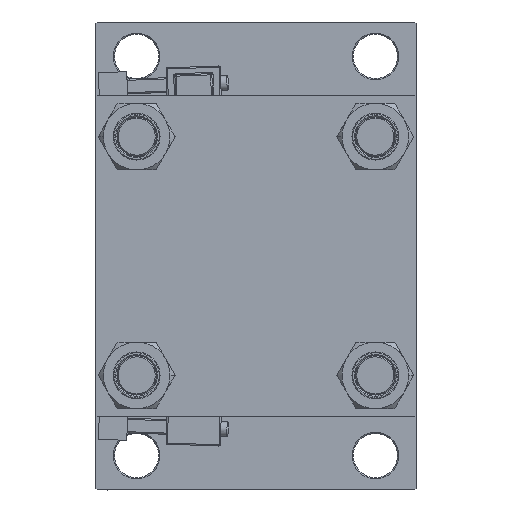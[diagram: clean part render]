
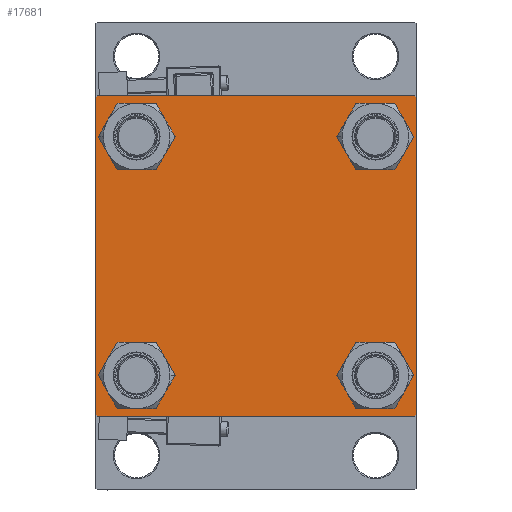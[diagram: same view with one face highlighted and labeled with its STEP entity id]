
A CAD part, left-side view. The second image highlights one B-rep face of the part: STEP entity #17681.
In plain terms, the highlighted planar face has unit normal (-1, 0, 0).
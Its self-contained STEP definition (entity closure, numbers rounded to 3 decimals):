
#120 = CARTESIAN_POINT ( 'NONE',  ( 0., -48.45, 48.45 ) ) ;
#280 = CARTESIAN_POINT ( 'NONE',  ( 0., -48.45, 48.45 ) ) ;
#359 = CARTESIAN_POINT ( 'NONE',  ( 0., -48.45, 56.95 ) ) ;
#1199 = LINE ( 'NONE', #1711, #45147 ) ;
#1336 = CARTESIAN_POINT ( 'NONE',  ( 0., 64.5, 65. ) ) ;
#1711 = CARTESIAN_POINT ( 'NONE',  ( 0., 65., 65. ) ) ;
#2293 = DIRECTION ( 'NONE',  ( 0., 0.707, -0.707 ) ) ;
#2592 = LINE ( 'NONE', #38669, #48841 ) ;
#2653 = EDGE_CURVE ( 'NONE', #39419, #21211, #42057, .T. ) ;
#3000 = CIRCLE ( 'NONE', #31614, 8.5 ) ;
#3188 = CARTESIAN_POINT ( 'NONE',  ( 0., 65., -65. ) ) ;
#3358 = VERTEX_POINT ( 'NONE', #30121 ) ;
#3422 = EDGE_CURVE ( 'NONE', #21211, #39419, #27370, .T. ) ;
#3779 = EDGE_CURVE ( 'NONE', #43872, #14326, #38884, .T. ) ;
#3816 = EDGE_CURVE ( 'NONE', #26413, #3358, #11868, .T. ) ;
#3840 = EDGE_CURVE ( 'NONE', #3358, #26413, #28132, .T. ) ;
#3950 = DIRECTION ( 'NONE',  ( 0., -1., 0. ) ) ;
#4619 = ORIENTED_EDGE ( 'NONE', *, *, #34272, .F. ) ;
#4672 = VERTEX_POINT ( 'NONE', #33356 ) ;
#4952 = CARTESIAN_POINT ( 'NONE',  ( 0., 48.45, -48.45 ) ) ;
#6630 = CARTESIAN_POINT ( 'NONE',  ( 0., 64.75, -64.75 ) ) ;
#6875 = DIRECTION ( 'NONE',  ( 0., -0.707, -0.707 ) ) ;
#7523 = EDGE_CURVE ( 'NONE', #36827, #8334, #25565, .T. ) ;
#7773 = AXIS2_PLACEMENT_3D ( 'NONE', #45590, #29953, #45841 ) ;
#7825 = AXIS2_PLACEMENT_3D ( 'NONE', #4952, #20550, #36166 ) ;
#8042 = EDGE_CURVE ( 'NONE', #25694, #35876, #10244, .T. ) ;
#8106 = DIRECTION ( 'NONE',  ( 0., 0., 1. ) ) ;
#8146 = ORIENTED_EDGE ( 'NONE', *, *, #31398, .T. ) ;
#8334 = VERTEX_POINT ( 'NONE', #13537 ) ;
#8619 = ORIENTED_EDGE ( 'NONE', *, *, #22520, .F. ) ;
#8660 = CARTESIAN_POINT ( 'NONE',  ( 0., -64.5, -65. ) ) ;
#8688 = CIRCLE ( 'NONE', #42205, 8.5 ) ;
#8855 = ORIENTED_EDGE ( 'NONE', *, *, #3779, .T. ) ;
#9080 = DIRECTION ( 'NONE',  ( 1., 0., 0. ) ) ;
#9685 = EDGE_CURVE ( 'NONE', #25783, #32381, #3000, .T. ) ;
#9948 = CARTESIAN_POINT ( 'NONE',  ( 0., 64.75, 64.75 ) ) ;
#10244 = CIRCLE ( 'NONE', #7825, 8.5 ) ;
#11240 = DIRECTION ( 'NONE',  ( 0., 0., 1. ) ) ;
#11245 = CARTESIAN_POINT ( 'NONE',  ( 0., 48.45, -48.45 ) ) ;
#11286 = DIRECTION ( 'NONE',  ( 1., 0., 0. ) ) ;
#11868 = CIRCLE ( 'NONE', #39571, 8.5 ) ;
#12175 = DIRECTION ( 'NONE',  ( 1., 0., 0. ) ) ;
#13537 = CARTESIAN_POINT ( 'NONE',  ( 0., 65., 64.5 ) ) ;
#13591 = CARTESIAN_POINT ( 'NONE',  ( 0., 48.45, 56.95 ) ) ;
#13655 = DIRECTION ( 'NONE',  ( 0., 0., 1. ) ) ;
#14019 = ORIENTED_EDGE ( 'NONE', *, *, #3840, .T. ) ;
#14323 = PLANE ( 'NONE',  #7773 ) ;
#14326 = VERTEX_POINT ( 'NONE', #16262 ) ;
#15030 = CARTESIAN_POINT ( 'NONE',  ( 0., 48.45, -56.95 ) ) ;
#15114 = DIRECTION ( 'NONE',  ( 0., 0., 1. ) ) ;
#16262 = CARTESIAN_POINT ( 'NONE',  ( 0., -65., -64.5 ) ) ;
#17186 = CARTESIAN_POINT ( 'NONE',  ( 0., 65., -64.5 ) ) ;
#17589 = CARTESIAN_POINT ( 'NONE',  ( 0., 64.5, -65. ) ) ;
#17681 = ADVANCED_FACE ( 'NONE', ( #37642, #30474, #49418, #30215, #49941 ), #14323, .T. ) ;
#18249 = ORIENTED_EDGE ( 'NONE', *, *, #23343, .T. ) ;
#18359 = ORIENTED_EDGE ( 'NONE', *, *, #2653, .T. ) ;
#19596 = ORIENTED_EDGE ( 'NONE', *, *, #3422, .T. ) ;
#20017 = AXIS2_PLACEMENT_3D ( 'NONE', #43177, #12175, #8106 ) ;
#20304 = DIRECTION ( 'NONE',  ( 0., 0., 1. ) ) ;
#20341 = EDGE_LOOP ( 'NONE', ( #18249, #44346 ) ) ;
#20378 = ORIENTED_EDGE ( 'NONE', *, *, #8042, .T. ) ;
#20550 = DIRECTION ( 'NONE',  ( 1., 0., 0. ) ) ;
#20679 = CARTESIAN_POINT ( 'NONE',  ( 0., 48.45, 48.45 ) ) ;
#21211 = VERTEX_POINT ( 'NONE', #45587 ) ;
#21229 = VECTOR ( 'NONE', #3950, 1000. ) ;
#21343 = CARTESIAN_POINT ( 'NONE',  ( 0., -48.45, -48.45 ) ) ;
#21467 = CARTESIAN_POINT ( 'NONE',  ( 0., -48.45, -56.95 ) ) ;
#22273 = DIRECTION ( 'NONE',  ( 0., -1., 0. ) ) ;
#22520 = EDGE_CURVE ( 'NONE', #36827, #4672, #2592, .T. ) ;
#22756 = CARTESIAN_POINT ( 'NONE',  ( 0., -64.75, -64.75 ) ) ;
#23264 = DIRECTION ( 'NONE',  ( 1., 0., 0. ) ) ;
#23343 = EDGE_CURVE ( 'NONE', #32381, #25783, #25991, .T. ) ;
#24813 = VERTEX_POINT ( 'NONE', #17589 ) ;
#25481 = VERTEX_POINT ( 'NONE', #17186 ) ;
#25565 = LINE ( 'NONE', #9948, #47031 ) ;
#25694 = VERTEX_POINT ( 'NONE', #31753 ) ;
#25783 = VERTEX_POINT ( 'NONE', #32998 ) ;
#25991 = CIRCLE ( 'NONE', #37431, 8.5 ) ;
#26413 = VERTEX_POINT ( 'NONE', #13591 ) ;
#26525 = AXIS2_PLACEMENT_3D ( 'NONE', #21343, #9080, #13655 ) ;
#26872 = DIRECTION ( 'NONE',  ( 0., 0., 1. ) ) ;
#27361 = CARTESIAN_POINT ( 'NONE',  ( 0., 48.45, 48.45 ) ) ;
#27370 = CIRCLE ( 'NONE', #20017, 8.5 ) ;
#27473 = VECTOR ( 'NONE', #33657, 1000. ) ;
#28132 = CIRCLE ( 'NONE', #48560, 8.5 ) ;
#29036 = EDGE_LOOP ( 'NONE', ( #20378, #38722 ) ) ;
#29041 = VECTOR ( 'NONE', #34549, 1000. ) ;
#29953 = DIRECTION ( 'NONE',  ( -1., 0., 0. ) ) ;
#30121 = CARTESIAN_POINT ( 'NONE',  ( 0., 48.45, 39.95 ) ) ;
#30215 = FACE_BOUND ( 'NONE', #37123, .T. ) ;
#30474 = FACE_BOUND ( 'NONE', #34265, .T. ) ;
#31335 = DIRECTION ( 'NONE',  ( 1., 0., 0. ) ) ;
#31398 = EDGE_CURVE ( 'NONE', #24813, #43872, #46444, .T. ) ;
#31589 = LINE ( 'NONE', #47704, #45077 ) ;
#31614 = AXIS2_PLACEMENT_3D ( 'NONE', #280, #11286, #15114 ) ;
#31753 = CARTESIAN_POINT ( 'NONE',  ( 0., 48.45, -39.95 ) ) ;
#32381 = VERTEX_POINT ( 'NONE', #359 ) ;
#32998 = CARTESIAN_POINT ( 'NONE',  ( 0., -48.45, 39.95 ) ) ;
#33356 = CARTESIAN_POINT ( 'NONE',  ( 0., -64.5, 65. ) ) ;
#33657 = DIRECTION ( 'NONE',  ( 0., 0.707, 0.707 ) ) ;
#34265 = EDGE_LOOP ( 'NONE', ( #19596, #18359 ) ) ;
#34272 = EDGE_CURVE ( 'NONE', #43565, #14326, #31589, .T. ) ;
#34549 = DIRECTION ( 'NONE',  ( 0., -0.707, 0.707 ) ) ;
#35450 = ORIENTED_EDGE ( 'NONE', *, *, #42840, .T. ) ;
#35876 = VERTEX_POINT ( 'NONE', #15030 ) ;
#36054 = EDGE_CURVE ( 'NONE', #8334, #25481, #1199, .T. ) ;
#36166 = DIRECTION ( 'NONE',  ( 0., 0., 1. ) ) ;
#36301 = DIRECTION ( 'NONE',  ( 1., 0., 0. ) ) ;
#36827 = VERTEX_POINT ( 'NONE', #1336 ) ;
#37094 = LINE ( 'NONE', #6630, #50442 ) ;
#37123 = EDGE_LOOP ( 'NONE', ( #40466, #14019 ) ) ;
#37431 = AXIS2_PLACEMENT_3D ( 'NONE', #120, #31335, #20304 ) ;
#37642 = FACE_BOUND ( 'NONE', #20341, .T. ) ;
#37744 = LINE ( 'NONE', #45186, #27473 ) ;
#37914 = ORIENTED_EDGE ( 'NONE', *, *, #44281, .T. ) ;
#38669 = CARTESIAN_POINT ( 'NONE',  ( 0., 65., 65. ) ) ;
#38722 = ORIENTED_EDGE ( 'NONE', *, *, #41137, .T. ) ;
#38884 = LINE ( 'NONE', #22756, #29041 ) ;
#39203 = CARTESIAN_POINT ( 'NONE',  ( 0., -65., 64.5 ) ) ;
#39419 = VERTEX_POINT ( 'NONE', #21467 ) ;
#39571 = AXIS2_PLACEMENT_3D ( 'NONE', #27361, #50162, #11240 ) ;
#40466 = ORIENTED_EDGE ( 'NONE', *, *, #3816, .T. ) ;
#41137 = EDGE_CURVE ( 'NONE', #35876, #25694, #8688, .T. ) ;
#42057 = CIRCLE ( 'NONE', #26525, 8.5 ) ;
#42205 = AXIS2_PLACEMENT_3D ( 'NONE', #11245, #23264, #26872 ) ;
#42840 = EDGE_CURVE ( 'NONE', #25481, #24813, #37094, .T. ) ;
#43177 = CARTESIAN_POINT ( 'NONE',  ( 0., -48.45, -48.45 ) ) ;
#43565 = VERTEX_POINT ( 'NONE', #39203 ) ;
#43840 = ORIENTED_EDGE ( 'NONE', *, *, #36054, .T. ) ;
#43872 = VERTEX_POINT ( 'NONE', #8660 ) ;
#43880 = DIRECTION ( 'NONE',  ( 0., 0., -1. ) ) ;
#44281 = EDGE_CURVE ( 'NONE', #43565, #4672, #37744, .T. ) ;
#44346 = ORIENTED_EDGE ( 'NONE', *, *, #9685, .T. ) ;
#44453 = DIRECTION ( 'NONE',  ( 0., 0., -1. ) ) ;
#44830 = EDGE_LOOP ( 'NONE', ( #43840, #35450, #8146, #8855, #4619, #37914, #8619, #49568 ) ) ;
#45077 = VECTOR ( 'NONE', #43880, 1000. ) ;
#45147 = VECTOR ( 'NONE', #44453, 1000. ) ;
#45186 = CARTESIAN_POINT ( 'NONE',  ( 0., -64.75, 64.75 ) ) ;
#45587 = CARTESIAN_POINT ( 'NONE',  ( 0., -48.45, -39.95 ) ) ;
#45590 = CARTESIAN_POINT ( 'NONE',  ( 0., 0., 0. ) ) ;
#45841 = DIRECTION ( 'NONE',  ( 0., 0., 1. ) ) ;
#46444 = LINE ( 'NONE', #3188, #21229 ) ;
#47031 = VECTOR ( 'NONE', #2293, 1000. ) ;
#47704 = CARTESIAN_POINT ( 'NONE',  ( 0., -65., 65. ) ) ;
#48089 = DIRECTION ( 'NONE',  ( 0., 0., 1. ) ) ;
#48560 = AXIS2_PLACEMENT_3D ( 'NONE', #20679, #36301, #48089 ) ;
#48841 = VECTOR ( 'NONE', #22273, 1000. ) ;
#49418 = FACE_BOUND ( 'NONE', #29036, .T. ) ;
#49568 = ORIENTED_EDGE ( 'NONE', *, *, #7523, .T. ) ;
#49941 = FACE_OUTER_BOUND ( 'NONE', #44830, .T. ) ;
#50162 = DIRECTION ( 'NONE',  ( 1., 0., 0. ) ) ;
#50442 = VECTOR ( 'NONE', #6875, 1000. ) ;
